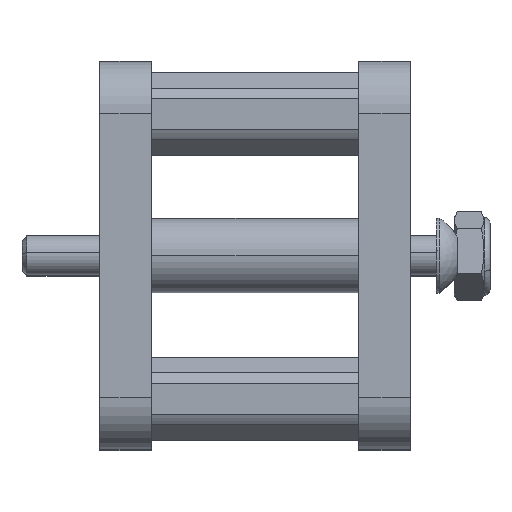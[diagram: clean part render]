
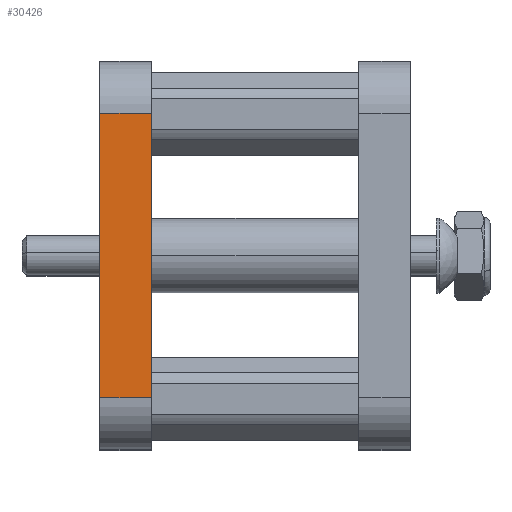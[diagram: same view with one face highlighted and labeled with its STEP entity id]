
A CAD part, top view. The second image highlights one B-rep face of the part: STEP entity #30426.
In plain terms, the highlighted face is planar.
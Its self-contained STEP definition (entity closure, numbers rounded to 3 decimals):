
#162 = CARTESIAN_POINT ( 'NONE',  ( 0., -36.5, 17.462 ) ) ;
#2082 = ORIENTED_EDGE ( 'NONE', *, *, #24447, .F. ) ;
#3028 = VERTEX_POINT ( 'NONE', #15975 ) ;
#3515 = ORIENTED_EDGE ( 'NONE', *, *, #7533, .F. ) ;
#5182 = EDGE_CURVE ( 'NONE', #29709, #13025, #5763, .T. ) ;
#5763 = LINE ( 'NONE', #32195, #26996 ) ;
#6305 = DIRECTION ( 'NONE',  ( 0., 0., 1. ) ) ;
#7533 = EDGE_CURVE ( 'NONE', #25540, #3028, #41528, .T. ) ;
#9520 = CARTESIAN_POINT ( 'NONE',  ( 0., -36.5, -17.462 ) ) ;
#12009 = CARTESIAN_POINT ( 'NONE',  ( 6.35, -36.5, 17.462 ) ) ;
#12184 = FACE_OUTER_BOUND ( 'NONE', #31743, .T. ) ;
#13025 = VERTEX_POINT ( 'NONE', #9520 ) ;
#15932 = CARTESIAN_POINT ( 'NONE',  ( 6.35, -36.5, 17.462 ) ) ;
#15975 = CARTESIAN_POINT ( 'NONE',  ( 6.35, -36.5, -17.462 ) ) ;
#16180 = DIRECTION ( 'NONE',  ( 0., 0., -1. ) ) ;
#16583 = CARTESIAN_POINT ( 'NONE',  ( 6.35, -36.5, 17.462 ) ) ;
#17158 = EDGE_CURVE ( 'NONE', #25540, #29709, #37729, .T. ) ;
#24447 = EDGE_CURVE ( 'NONE', #3028, #13025, #29274, .T. ) ;
#25540 = VERTEX_POINT ( 'NONE', #12009 ) ;
#26996 = VECTOR ( 'NONE', #29054, 1000. ) ;
#27116 = AXIS2_PLACEMENT_3D ( 'NONE', #35018, #28353, #6305 ) ;
#27803 = VECTOR ( 'NONE', #35761, 1000. ) ;
#28353 = DIRECTION ( 'NONE',  ( 0., 1., 0. ) ) ;
#29054 = DIRECTION ( 'NONE',  ( 0., 0., -1. ) ) ;
#29274 = LINE ( 'NONE', #39112, #27803 ) ;
#29296 = ORIENTED_EDGE ( 'NONE', *, *, #17158, .T. ) ;
#29709 = VERTEX_POINT ( 'NONE', #162 ) ;
#30426 = ADVANCED_FACE ( 'NONE', ( #12184 ), #40873, .F. ) ;
#31743 = EDGE_LOOP ( 'NONE', ( #38137, #2082, #3515, #29296 ) ) ;
#32195 = CARTESIAN_POINT ( 'NONE',  ( 0., -36.5, 17.462 ) ) ;
#33602 = VECTOR ( 'NONE', #16180, 1000. ) ;
#35018 = CARTESIAN_POINT ( 'NONE',  ( 6.35, -36.5, 17.462 ) ) ;
#35761 = DIRECTION ( 'NONE',  ( -1., 0., 0. ) ) ;
#37729 = LINE ( 'NONE', #15932, #40573 ) ;
#37927 = DIRECTION ( 'NONE',  ( -1., 0., 0. ) ) ;
#38137 = ORIENTED_EDGE ( 'NONE', *, *, #5182, .T. ) ;
#39112 = CARTESIAN_POINT ( 'NONE',  ( 6.35, -36.5, -17.462 ) ) ;
#40573 = VECTOR ( 'NONE', #37927, 1000. ) ;
#40873 = PLANE ( 'NONE',  #27116 ) ;
#41528 = LINE ( 'NONE', #16583, #33602 ) ;
